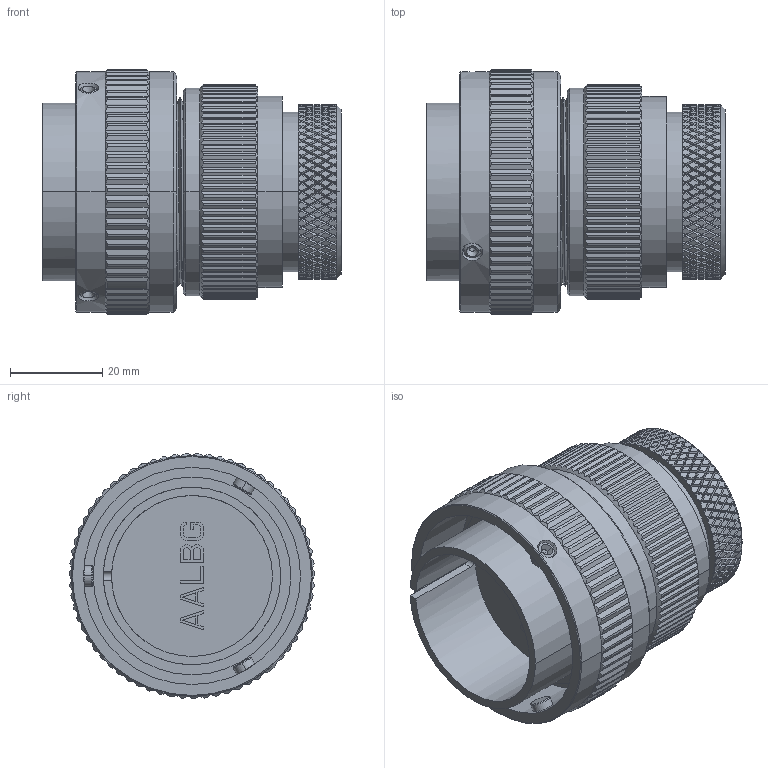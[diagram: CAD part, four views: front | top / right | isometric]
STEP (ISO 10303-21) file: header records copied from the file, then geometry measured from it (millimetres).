
FILE_DESCRIPTION((''),'2;1');
FILE_NAME('VG95234G-28_SW0001','2023-03-23T14:00:01',('paultorloting'),('NET AG system integration'),'CREO PARAMETRIC BY PTC INC, 2021404','CREO PARAMETRIC BY PTC INC, 2021404','');
FILE_SCHEMA(('AUTOMOTIVE_DESIGN { 1 0 10303 214 1 1 1 1 }'));
Products named in the file (1): VG95234G-28_SW0001
Bounding box: 64.6 x 53.14 x 53.12 mm (x, y, z)
Volume: 76080.9 mm3; surface area: 22694.1 mm2
Topology: 1 solids, 1 shells, 2913 faces, 6953 edges, 4072 vertices
Faces by surface type: plane 2235, cylinder 613, cone 52, bspline 7, torus 6
Entity records: 104357 total; most frequent: CARTESIAN_POINT 23893, ORIENTED_EDGE 13894, DIRECTION 10889, EDGE_CURVE 6947, VERTEX_POINT 4072, VECTOR 3734, LINE 3734, AXIS2_PLACEMENT_3D 3576
